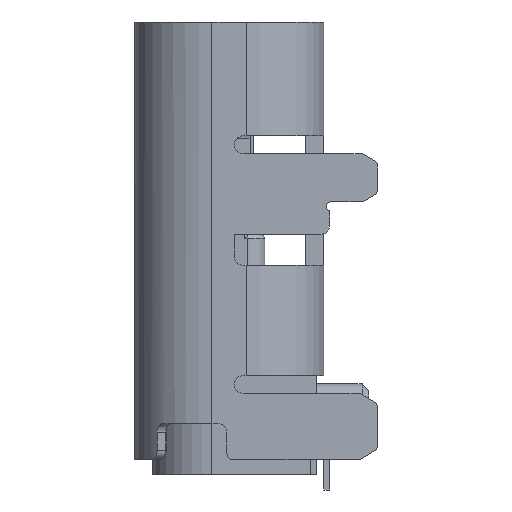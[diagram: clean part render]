
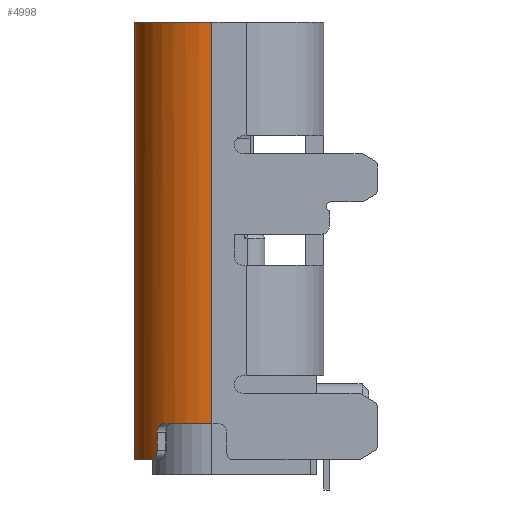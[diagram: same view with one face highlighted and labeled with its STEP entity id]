
A CAD part, left-side view. The second image highlights one B-rep face of the part: STEP entity #4998.
In plain terms, the highlighted cylindrical face has radius 1.295 mm (diameter 2.591 mm), a partial arc.
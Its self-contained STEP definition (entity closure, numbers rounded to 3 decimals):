
#485 = CARTESIAN_POINT ( 'NONE',  ( -4.085, 2.886, -3.295 ) ) ;
#567 = CARTESIAN_POINT ( 'NONE',  ( -4.029, 2.939, -3.381 ) ) ;
#642 = EDGE_CURVE ( 'NONE', #16092, #15320, #11541, .T. ) ;
#1034 = AXIS2_PLACEMENT_3D ( 'NONE', #23463, #15836, #4451 ) ;
#1138 = ORIENTED_EDGE ( 'NONE', *, *, #16050, .T. ) ;
#1162 = CARTESIAN_POINT ( 'NONE',  ( -3.175, 1.965, -2.795 ) ) ;
#1712 = ORIENTED_EDGE ( 'NONE', *, *, #11055, .F. ) ;
#1731 = CARTESIAN_POINT ( 'NONE',  ( -3.978, 2.98, -3.395 ) ) ;
#1889 = ORIENTED_EDGE ( 'NONE', *, *, #23832, .T. ) ;
#2601 = EDGE_CURVE ( 'NONE', #15320, #12573, #8646, .T. ) ;
#2830 = CARTESIAN_POINT ( 'NONE',  ( -4.169, 2.794, -2.799 ) ) ;
#3680 = FACE_OUTER_BOUND ( 'NONE', #4381, .T. ) ;
#4038 = VERTEX_POINT ( 'NONE', #13828 ) ;
#4103 = AXIS2_PLACEMENT_3D ( 'NONE', #14822, #7563, #7138 ) ;
#4246 = LINE ( 'NONE', #23242, #22082 ) ;
#4261 = CARTESIAN_POINT ( 'NONE',  ( -4.04, 2.929, -3.373 ) ) ;
#4381 = EDGE_LOOP ( 'NONE', ( #1889, #21566, #1138, #21147, #24922, #20100, #1712, #14365 ) ) ;
#4451 = DIRECTION ( 'NONE',  ( 1., 0., 0. ) ) ;
#4661 = CARTESIAN_POINT ( 'NONE',  ( -4.184, 2.777, -2.795 ) ) ;
#4739 = CARTESIAN_POINT ( 'NONE',  ( -4.149, 2.819, -2.809 ) ) ;
#4757 = DIRECTION ( 'NONE',  ( 0., 0., 1. ) ) ;
#4998 = ADVANCED_FACE ( 'NONE', ( #3680 ), #7902, .T. ) ;
#5234 = CARTESIAN_POINT ( 'NONE',  ( -4.47, 1.965, 3.905 ) ) ;
#6183 = CARTESIAN_POINT ( 'NONE',  ( -4.088, 2.883, -3.279 ) ) ;
#6536 = CARTESIAN_POINT ( 'NONE',  ( -3.175, 3.26, 3.905 ) ) ;
#6559 = DIRECTION ( 'NONE',  ( 0., 0., 1. ) ) ;
#6589 = CARTESIAN_POINT ( 'NONE',  ( -4.19, 2.768, -2.795 ) ) ;
#6750 = CARTESIAN_POINT ( 'NONE',  ( -4.159, 2.807, -2.802 ) ) ;
#7138 = DIRECTION ( 'NONE',  ( 1., 0., 0. ) ) ;
#7343 = CIRCLE ( 'NONE', #17133, 1.295 ) ;
#7563 = DIRECTION ( 'NONE',  ( 0., 0., 1. ) ) ;
#7902 = CYLINDRICAL_SURFACE ( 'NONE', #4103, 1.295 ) ;
#8221 = CARTESIAN_POINT ( 'NONE',  ( -4.05, 2.92, -3.362 ) ) ;
#8287 = DIRECTION ( 'NONE',  ( 0., 0., 1. ) ) ;
#8538 = CARTESIAN_POINT ( 'NONE',  ( -4.1, 2.871, -2.88 ) ) ;
#8646 = CIRCLE ( 'NONE', #23614, 1.295 ) ;
#8653 = DIRECTION ( 'NONE',  ( 1., 0., 0. ) ) ;
#8708 = CARTESIAN_POINT ( 'NONE',  ( -4.176, 2.786, -2.796 ) ) ;
#10002 = CARTESIAN_POINT ( 'NONE',  ( -3.992, 2.97, -3.395 ) ) ;
#10085 = EDGE_CURVE ( 'NONE', #16323, #4038, #18686, .T. ) ;
#10598 = CARTESIAN_POINT ( 'NONE',  ( -3.175, 1.965, 3.905 ) ) ;
#10668 = DIRECTION ( 'NONE',  ( -1., 0., 0. ) ) ;
#11055 = EDGE_CURVE ( 'NONE', #22320, #14331, #7343, .T. ) ;
#11541 = B_SPLINE_CURVE_WITH_KNOTS ( 'NONE', 3,
 ( #12599, #12511, #24003, #22401, #8538, #12682, #16215, #20372, #24160, #18232, #4739, #6750, #2830, #8708, #4661, #6589 ),
 .UNSPECIFIED., .F., .F.,
 ( 4, 3, 3, 3, 3, 4 ),
 ( 0., 0., 0., 0., 0., 0. ),
 .UNSPECIFIED. ) ;
#12108 = CARTESIAN_POINT ( 'NONE',  ( -4.005, 2.959, -3.392 ) ) ;
#12170 = CARTESIAN_POINT ( 'NONE',  ( -4.091, 2.881, -2.945 ) ) ;
#12464 = VERTEX_POINT ( 'NONE', #23494 ) ;
#12511 = CARTESIAN_POINT ( 'NONE',  ( -4.091, 2.881, -2.928 ) ) ;
#12573 = VERTEX_POINT ( 'NONE', #24415 ) ;
#12599 = CARTESIAN_POINT ( 'NONE',  ( -4.091, 2.881, -2.945 ) ) ;
#12682 = CARTESIAN_POINT ( 'NONE',  ( -4.106, 2.865, -2.864 ) ) ;
#12711 = DIRECTION ( 'NONE',  ( 0., 0., 1. ) ) ;
#13462 = CARTESIAN_POINT ( 'NONE',  ( -4.19, 2.768, -2.795 ) ) ;
#13798 = CARTESIAN_POINT ( 'NONE',  ( -4.081, 2.891, -3.311 ) ) ;
#13828 = CARTESIAN_POINT ( 'NONE',  ( -4.091, 2.881, -3.245 ) ) ;
#13872 = CARTESIAN_POINT ( 'NONE',  ( -4.074, 2.897, -3.325 ) ) ;
#14331 = VERTEX_POINT ( 'NONE', #5234 ) ;
#14365 = ORIENTED_EDGE ( 'NONE', *, *, #18800, .F. ) ;
#14822 = CARTESIAN_POINT ( 'NONE',  ( -3.175, 1.965, -3.395 ) ) ;
#15320 = VERTEX_POINT ( 'NONE', #13462 ) ;
#15669 = DIRECTION ( 'NONE',  ( 0., 0., 1. ) ) ;
#15801 = CARTESIAN_POINT ( 'NONE',  ( -3.978, 2.98, -3.395 ) ) ;
#15836 = DIRECTION ( 'NONE',  ( 0., 0., 1. ) ) ;
#16050 = EDGE_CURVE ( 'NONE', #4038, #16092, #4246, .T. ) ;
#16092 = VERTEX_POINT ( 'NONE', #12170 ) ;
#16215 = CARTESIAN_POINT ( 'NONE',  ( -4.114, 2.857, -2.851 ) ) ;
#16323 = VERTEX_POINT ( 'NONE', #1731 ) ;
#17133 = AXIS2_PLACEMENT_3D ( 'NONE', #10598, #12711, #8653 ) ;
#17228 = VECTOR ( 'NONE', #6559, 1000. ) ;
#17373 = CARTESIAN_POINT ( 'NONE',  ( -3.175, 3.26, -3.395 ) ) ;
#17489 = VECTOR ( 'NONE', #15669, 1000. ) ;
#17737 = CARTESIAN_POINT ( 'NONE',  ( -4.059, 2.911, -3.352 ) ) ;
#17819 = CARTESIAN_POINT ( 'NONE',  ( -4.09, 2.881, -3.268 ) ) ;
#18232 = CARTESIAN_POINT ( 'NONE',  ( -4.139, 2.829, -2.818 ) ) ;
#18280 = CARTESIAN_POINT ( 'NONE',  ( -4.47, 1.965, -3.395 ) ) ;
#18686 = B_SPLINE_CURVE_WITH_KNOTS ( 'NONE', 3,
 ( #15801, #10002, #12108, #19632, #567, #4261, #8221, #17737, #23348, #13872, #13798, #485, #6183, #17819, #19801, #23430 ),
 .UNSPECIFIED., .F., .F.,
 ( 4, 3, 3, 3, 3, 4 ),
 ( 0., 0., 0., 0., 0., 0. ),
 .UNSPECIFIED. ) ;
#18800 = EDGE_CURVE ( 'NONE', #12464, #22320, #23853, .T. ) ;
#19045 = LINE ( 'NONE', #18280, #17228 ) ;
#19412 = CIRCLE ( 'NONE', #1034, 1.295 ) ;
#19632 = CARTESIAN_POINT ( 'NONE',  ( -4.017, 2.949, -3.387 ) ) ;
#19801 = CARTESIAN_POINT ( 'NONE',  ( -4.091, 2.881, -3.256 ) ) ;
#20100 = ORIENTED_EDGE ( 'NONE', *, *, #21032, .T. ) ;
#20372 = CARTESIAN_POINT ( 'NONE',  ( -4.121, 2.849, -2.838 ) ) ;
#21032 = EDGE_CURVE ( 'NONE', #12573, #14331, #19045, .T. ) ;
#21147 = ORIENTED_EDGE ( 'NONE', *, *, #642, .T. ) ;
#21566 = ORIENTED_EDGE ( 'NONE', *, *, #10085, .T. ) ;
#22082 = VECTOR ( 'NONE', #8287, 1000. ) ;
#22320 = VERTEX_POINT ( 'NONE', #6536 ) ;
#22401 = CARTESIAN_POINT ( 'NONE',  ( -4.097, 2.875, -2.895 ) ) ;
#23242 = CARTESIAN_POINT ( 'NONE',  ( -4.091, 2.881, -11.598 ) ) ;
#23348 = CARTESIAN_POINT ( 'NONE',  ( -4.068, 2.903, -3.339 ) ) ;
#23430 = CARTESIAN_POINT ( 'NONE',  ( -4.091, 2.881, -3.245 ) ) ;
#23463 = CARTESIAN_POINT ( 'NONE',  ( -3.175, 1.965, -3.395 ) ) ;
#23494 = CARTESIAN_POINT ( 'NONE',  ( -3.175, 3.26, -3.395 ) ) ;
#23614 = AXIS2_PLACEMENT_3D ( 'NONE', #1162, #4757, #10668 ) ;
#23832 = EDGE_CURVE ( 'NONE', #12464, #16323, #19412, .T. ) ;
#23853 = LINE ( 'NONE', #17373, #17489 ) ;
#24003 = CARTESIAN_POINT ( 'NONE',  ( -4.093, 2.879, -2.911 ) ) ;
#24160 = CARTESIAN_POINT ( 'NONE',  ( -4.13, 2.84, -2.827 ) ) ;
#24415 = CARTESIAN_POINT ( 'NONE',  ( -4.47, 1.965, -2.795 ) ) ;
#24922 = ORIENTED_EDGE ( 'NONE', *, *, #2601, .T. ) ;
